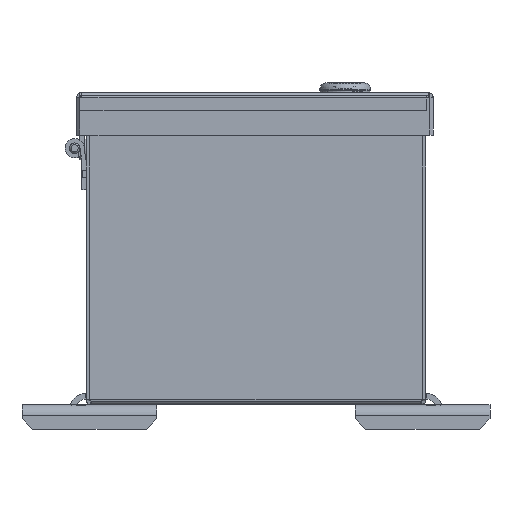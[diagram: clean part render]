
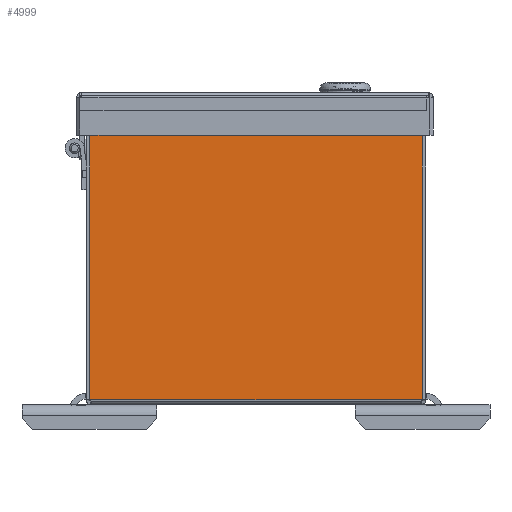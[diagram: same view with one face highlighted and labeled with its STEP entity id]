
A CAD part, front view. The second image highlights one B-rep face of the part: STEP entity #4999.
In plain terms, the highlighted planar face has unit normal (0, -1, 0).
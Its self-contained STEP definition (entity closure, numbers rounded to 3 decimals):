
#4999 = ADVANCED_FACE( '', ( #10065 ), #10066, .F. );
#10065 = FACE_OUTER_BOUND( '', #39470, .T. );
#10066 = PLANE( '', #39471 );
#39470 = EDGE_LOOP( '', ( #56846, #56847, #56848, #56849, #56850, #56851 ) );
#39471 = AXIS2_PLACEMENT_3D( '', #56852, #56853, #56854 );
#56846 = ORIENTED_EDGE( '', *, *, #62680, .T. );
#56847 = ORIENTED_EDGE( '', *, *, #63645, .F. );
#56848 = ORIENTED_EDGE( '', *, *, #63125, .T. );
#56849 = ORIENTED_EDGE( '', *, *, #63866, .T. );
#56850 = ORIENTED_EDGE( '', *, *, #61949, .T. );
#56851 = ORIENTED_EDGE( '', *, *, #62912, .T. );
#56852 = CARTESIAN_POINT( '', ( -520.548, -457.2, 0. ) );
#56853 = DIRECTION( '', ( 0., 1., 0. ) );
#56854 = DIRECTION( '', ( 0., 0., 1. ) );
#61949 = EDGE_CURVE( '', #68748, #68746, #68749, .T. );
#62680 = EDGE_CURVE( '', #69771, #69769, #69772, .T. );
#62912 = EDGE_CURVE( '', #68746, #69771, #70076, .T. );
#63125 = EDGE_CURVE( '', #69286, #70362, #70363, .T. );
#63645 = EDGE_CURVE( '', #69286, #69769, #71018, .T. );
#63866 = EDGE_CURVE( '', #70362, #68748, #71274, .F. );
#68746 = VERTEX_POINT( '', #82755 );
#68748 = VERTEX_POINT( '', #82766 );
#68749 = LINE( '', #82767, #82768 );
#69286 = VERTEX_POINT( '', #84188 );
#69769 = VERTEX_POINT( '', #85370 );
#69771 = VERTEX_POINT( '', #85373 );
#69772 = LINE( '', #85374, #85375 );
#70076 = LINE( '', #86067, #86068 );
#70362 = VERTEX_POINT( '', #86699 );
#70363 = LINE( '', #86700, #86701 );
#71018 = LINE( '', #88442, #88443 );
#71274 = LINE( '', #89103, #89104 );
#82755 = CARTESIAN_POINT( '', ( 74.673, -457.2, 2.337 ) );
#82766 = CARTESIAN_POINT( '', ( -74.673, -457.2, 2.337 ) );
#82767 = CARTESIAN_POINT( '', ( -520.548, -457.2, 2.337 ) );
#82768 = VECTOR( '', #92597, 1000. );
#84188 = CARTESIAN_POINT( '', ( -74.663, -457.2, 124.663 ) );
#85370 = CARTESIAN_POINT( '', ( 74.663, -457.2, 124.663 ) );
#85373 = CARTESIAN_POINT( '', ( 74.673, -457.2, 124.653 ) );
#85374 = CARTESIAN_POINT( '', ( 75.208, -457.2, 124.118 ) );
#85375 = VECTOR( '', #93092, 1000. );
#86067 = CARTESIAN_POINT( '', ( 74.673, -457.2, 0. ) );
#86068 = VECTOR( '', #93239, 1000. );
#86699 = CARTESIAN_POINT( '', ( -74.673, -457.2, 124.653 ) );
#86700 = CARTESIAN_POINT( '', ( -64.817, -457.2, 134.509 ) );
#86701 = VECTOR( '', #93377, 1000. );
#88442 = CARTESIAN_POINT( '', ( -520.548, -457.2, 124.663 ) );
#88443 = VECTOR( '', #93713, 1000. );
#89103 = CARTESIAN_POINT( '', ( -74.673, -457.2, 0. ) );
#89104 = VECTOR( '', #93835, 1000. );
#92597 = DIRECTION( '', ( 1., 0., 0. ) );
#93092 = DIRECTION( '', ( -0.707, 0., 0.707 ) );
#93239 = DIRECTION( '', ( 0., 0., 1. ) );
#93377 = DIRECTION( '', ( -0.707, 0., -0.707 ) );
#93713 = DIRECTION( '', ( 1., 0., 0. ) );
#93835 = DIRECTION( '', ( 0., 0., 1. ) );
